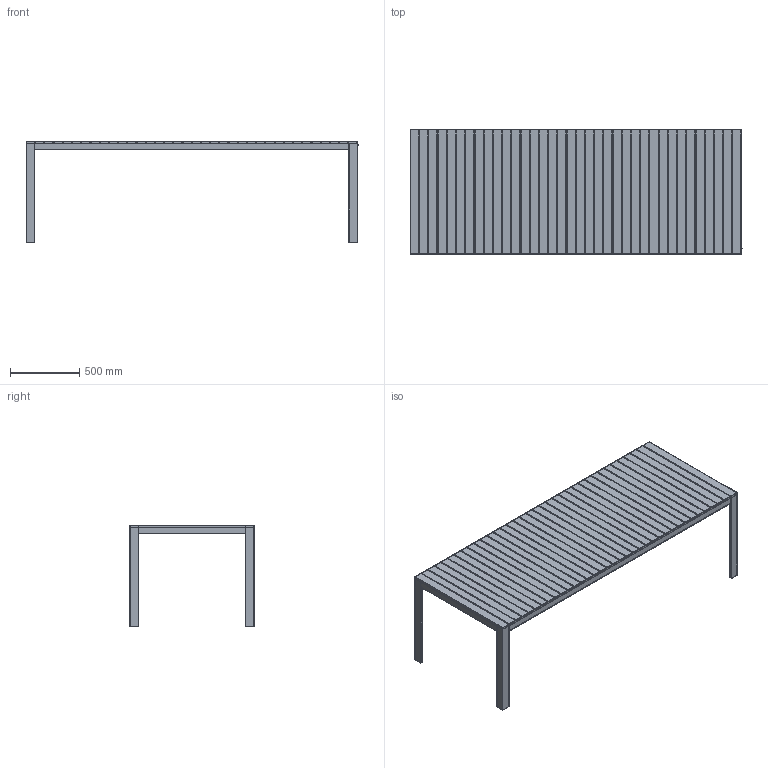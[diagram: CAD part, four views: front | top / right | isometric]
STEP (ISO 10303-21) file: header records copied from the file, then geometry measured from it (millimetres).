
FILE_DESCRIPTION(('STEP AP214'),'1');
FILE_NAME('Tavolino KALIMBA_900x2400_730.stp','2021-02-17T09:54:43',(' '),(' '),'Spatial InterOp 3D',' ',' ');
FILE_SCHEMA(('AUTOMOTIVE_DESIGN { 1 0 10303 214 1 1 1 1 }'));
Length unit declared in the file: metre
Products named in the file (1): 1
Bounding box: 2397.19 x 900.22 x 735 mm (x, y, z)
Volume: 11200066.9 mm3; surface area: 14866861.8 mm2
Topology: 132 solids, 132 shells, 4980 faces, 13712 edges, 9112 vertices
Faces by surface type: plane 3140, cylinder 1748, cone 92
Full cylindrical faces by diameter (mm): 2.5 x68, 4.2 x20, 5 x168, 6.75 x8, 8 x8, 9 x4, 10 x4, 14 x4
Entity records: 200148 total; most frequent: CARTESIAN_POINT 30824, DIRECTION 26752, ORIENTED_EDGE 26520, EDGE_CURVE 13260, LINE 9624, VECTOR 9624, VERTEX_POINT 9028, AXIS2_PLACEMENT_3D 8564
